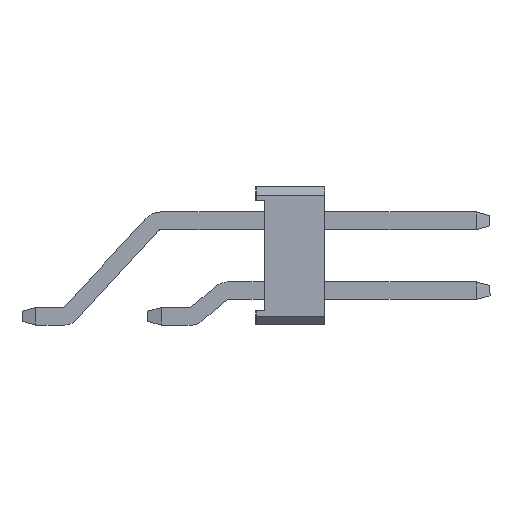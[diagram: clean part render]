
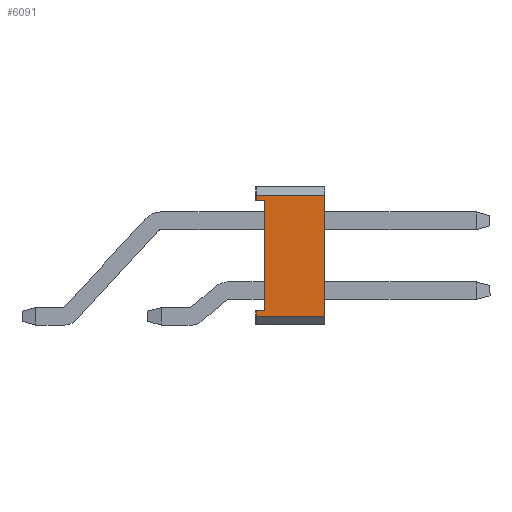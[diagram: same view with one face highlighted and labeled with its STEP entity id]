
A CAD part, left-side view. The second image highlights one B-rep face of the part: STEP entity #6091.
In plain terms, the highlighted planar face has unit normal (-1, 0, 0).
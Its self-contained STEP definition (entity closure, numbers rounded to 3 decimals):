
#53 = LINE ( 'NONE', #24176, #1442 ) ;
#659 = VECTOR ( 'NONE', #9445, 1000. ) ;
#1442 = VECTOR ( 'NONE', #2499, 1000. ) ;
#1519 = ORIENTED_EDGE ( 'NONE', *, *, #2198, .F. ) ;
#2198 = EDGE_CURVE ( 'NONE', #30811, #13365, #17964, .T. ) ;
#2499 = DIRECTION ( 'NONE',  ( 0., 0., 1. ) ) ;
#2508 = VECTOR ( 'NONE', #22059, 1000. ) ;
#2781 = VERTEX_POINT ( 'NONE', #17508 ) ;
#3512 = VERTEX_POINT ( 'NONE', #8210 ) ;
#3901 = EDGE_CURVE ( 'NONE', #7015, #3512, #21989, .T. ) ;
#3992 = EDGE_CURVE ( 'NONE', #12271, #26810, #53, .T. ) ;
#5155 = CARTESIAN_POINT ( 'NONE',  ( -8.89, -0.05, 3.5 ) ) ;
#5683 = CARTESIAN_POINT ( 'NONE',  ( -8.89, -0.05, 3.5 ) ) ;
#6091 = ADVANCED_FACE ( 'NONE', ( #13870 ), #27992, .T. ) ;
#7015 = VERTEX_POINT ( 'NONE', #30930 ) ;
#7699 = CARTESIAN_POINT ( 'NONE',  ( -8.89, -2.55, -0.9 ) ) ;
#8208 = VECTOR ( 'NONE', #10835, 1000. ) ;
#8210 = CARTESIAN_POINT ( 'NONE',  ( -8.89, -0.05, -0.7 ) ) ;
#8488 = EDGE_CURVE ( 'NONE', #26810, #13365, #19873, .T. ) ;
#9202 = ORIENTED_EDGE ( 'NONE', *, *, #3992, .T. ) ;
#9307 = DIRECTION ( 'NONE',  ( 0., -1., 0. ) ) ;
#9445 = DIRECTION ( 'NONE',  ( 0., 1., 0. ) ) ;
#9746 = LINE ( 'NONE', #7699, #659 ) ;
#9960 = CARTESIAN_POINT ( 'NONE',  ( -8.89, -2.55, 3.5 ) ) ;
#10721 = LINE ( 'NONE', #25031, #18209 ) ;
#10835 = DIRECTION ( 'NONE',  ( 0., 1., 0. ) ) ;
#10861 = ORIENTED_EDGE ( 'NONE', *, *, #3901, .F. ) ;
#11405 = ORIENTED_EDGE ( 'NONE', *, *, #21360, .F. ) ;
#12271 = VERTEX_POINT ( 'NONE', #14779 ) ;
#12572 = CARTESIAN_POINT ( 'NONE',  ( -8.89, -2.55, 3.3 ) ) ;
#12700 = CARTESIAN_POINT ( 'NONE',  ( -8.89, -2.55, 3.5 ) ) ;
#12924 = VECTOR ( 'NONE', #19622, 1000. ) ;
#13365 = VERTEX_POINT ( 'NONE', #5155 ) ;
#13870 = FACE_OUTER_BOUND ( 'NONE', #21831, .T. ) ;
#14779 = CARTESIAN_POINT ( 'NONE',  ( -8.89, -2.55, -0.9 ) ) ;
#15562 = DIRECTION ( 'NONE',  ( 0., 0., 1. ) ) ;
#15706 = VECTOR ( 'NONE', #15562, 1000. ) ;
#15904 = CARTESIAN_POINT ( 'NONE',  ( -8.89, -2.55, 3.5 ) ) ;
#16063 = VERTEX_POINT ( 'NONE', #17291 ) ;
#16092 = CARTESIAN_POINT ( 'NONE',  ( -8.89, -0.35, 3.5 ) ) ;
#17291 = CARTESIAN_POINT ( 'NONE',  ( -8.89, -0.35, -0.7 ) ) ;
#17508 = CARTESIAN_POINT ( 'NONE',  ( -8.89, -0.35, 3.3 ) ) ;
#17511 = CARTESIAN_POINT ( 'NONE',  ( -8.89, -0.05, 3.3 ) ) ;
#17964 = LINE ( 'NONE', #5683, #15706 ) ;
#18209 = VECTOR ( 'NONE', #22674, 1000. ) ;
#18308 = LINE ( 'NONE', #16092, #18858 ) ;
#18585 = ORIENTED_EDGE ( 'NONE', *, *, #24739, .F. ) ;
#18858 = VECTOR ( 'NONE', #25832, 1000. ) ;
#18882 = AXIS2_PLACEMENT_3D ( 'NONE', #15904, #30504, #9307 ) ;
#19622 = DIRECTION ( 'NONE',  ( 0., 0., 1. ) ) ;
#19873 = LINE ( 'NONE', #9960, #2508 ) ;
#21360 = EDGE_CURVE ( 'NONE', #16063, #2781, #18308, .T. ) ;
#21831 = EDGE_LOOP ( 'NONE', ( #24060, #10861, #26237, #9202, #30427, #1519, #18585, #11405 ) ) ;
#21989 = LINE ( 'NONE', #26970, #12924 ) ;
#22059 = DIRECTION ( 'NONE',  ( 0., 1., 0. ) ) ;
#22117 = EDGE_CURVE ( 'NONE', #3512, #16063, #10721, .T. ) ;
#22674 = DIRECTION ( 'NONE',  ( 0., -1., 0. ) ) ;
#23769 = EDGE_CURVE ( 'NONE', #12271, #7015, #9746, .T. ) ;
#24060 = ORIENTED_EDGE ( 'NONE', *, *, #22117, .F. ) ;
#24176 = CARTESIAN_POINT ( 'NONE',  ( -8.89, -2.55, 3.5 ) ) ;
#24739 = EDGE_CURVE ( 'NONE', #2781, #30811, #29851, .T. ) ;
#25031 = CARTESIAN_POINT ( 'NONE',  ( -8.89, -2.55, -0.7 ) ) ;
#25832 = DIRECTION ( 'NONE',  ( 0., 0., 1. ) ) ;
#26237 = ORIENTED_EDGE ( 'NONE', *, *, #23769, .F. ) ;
#26810 = VERTEX_POINT ( 'NONE', #12700 ) ;
#26970 = CARTESIAN_POINT ( 'NONE',  ( -8.89, -0.05, 3.5 ) ) ;
#27992 = PLANE ( 'NONE',  #18882 ) ;
#29851 = LINE ( 'NONE', #12572, #8208 ) ;
#30427 = ORIENTED_EDGE ( 'NONE', *, *, #8488, .T. ) ;
#30504 = DIRECTION ( 'NONE',  ( -1., 0., 0. ) ) ;
#30811 = VERTEX_POINT ( 'NONE', #17511 ) ;
#30930 = CARTESIAN_POINT ( 'NONE',  ( -8.89, -0.05, -0.9 ) ) ;
